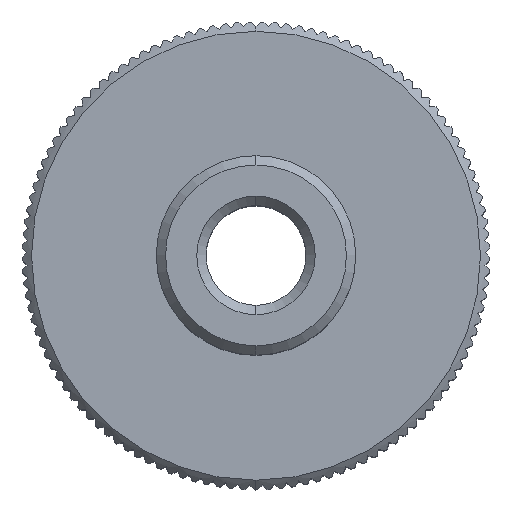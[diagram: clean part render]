
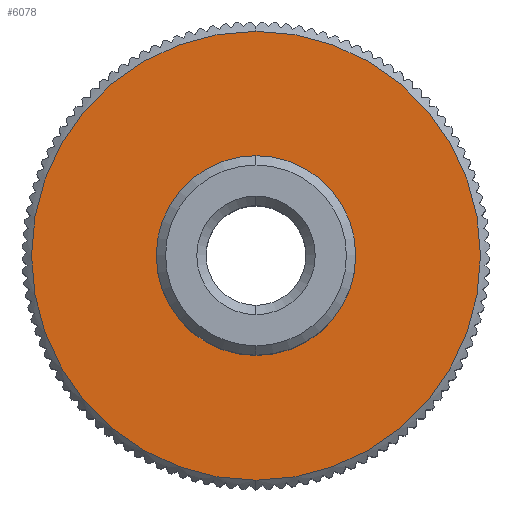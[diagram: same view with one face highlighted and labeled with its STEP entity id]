
A CAD part, top view. The second image highlights one B-rep face of the part: STEP entity #6078.
In plain terms, the highlighted planar face has unit normal (0, 0, 1).
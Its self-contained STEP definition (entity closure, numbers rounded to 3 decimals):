
#41 = EDGE_CURVE ( 'NONE', #6261, #7657, #2417, .T. ) ;
#938 = CARTESIAN_POINT ( 'NONE',  ( 0., 0., 7.5 ) ) ;
#1029 = EDGE_CURVE ( 'NONE', #7657, #6261, #1160, .T. ) ;
#1032 = CARTESIAN_POINT ( 'NONE',  ( 0., 2.8, 7.5 ) ) ;
#1160 = CIRCLE ( 'NONE', #3938, 7.2 ) ;
#1697 = DIRECTION ( 'NONE',  ( 0., 0., -1. ) ) ;
#1767 = CARTESIAN_POINT ( 'NONE',  ( 0., 0., 7.5 ) ) ;
#1917 = DIRECTION ( 'NONE',  ( 1., 0., 0. ) ) ;
#2017 = CARTESIAN_POINT ( 'NONE',  ( 0., 7.2, 7.5 ) ) ;
#2417 = CIRCLE ( 'NONE', #9401, 7.2 ) ;
#2948 = ORIENTED_EDGE ( 'NONE', *, *, #41, .T. ) ;
#3205 = AXIS2_PLACEMENT_3D ( 'NONE', #11003, #12007, #1917 ) ;
#3787 = CARTESIAN_POINT ( 'NONE',  ( 0., -2.8, 7.5 ) ) ;
#3877 = EDGE_LOOP ( 'NONE', ( #2948, #4767 ) ) ;
#3938 = AXIS2_PLACEMENT_3D ( 'NONE', #11001, #4221, #4159 ) ;
#4159 = DIRECTION ( 'NONE',  ( 0., 1., 0. ) ) ;
#4221 = DIRECTION ( 'NONE',  ( 0., 0., 1. ) ) ;
#4767 = ORIENTED_EDGE ( 'NONE', *, *, #1029, .T. ) ;
#4869 = EDGE_LOOP ( 'NONE', ( #11591, #6067 ) ) ;
#4995 = DIRECTION ( 'NONE',  ( 0., 0., 1. ) ) ;
#5232 = CARTESIAN_POINT ( 'NONE',  ( 0., 0., 7.5 ) ) ;
#5261 = EDGE_CURVE ( 'NONE', #9099, #6840, #12711, .T. ) ;
#5719 = AXIS2_PLACEMENT_3D ( 'NONE', #5232, #7545, #12397 ) ;
#5752 = DIRECTION ( 'NONE',  ( 0., -1., 0. ) ) ;
#5905 = FACE_BOUND ( 'NONE', #4869, .T. ) ;
#6067 = ORIENTED_EDGE ( 'NONE', *, *, #5261, .T. ) ;
#6078 = ADVANCED_FACE ( 'NONE', ( #5905, #8958 ), #13003, .T. ) ;
#6261 = VERTEX_POINT ( 'NONE', #2017 ) ;
#6840 = VERTEX_POINT ( 'NONE', #3787 ) ;
#6938 = CARTESIAN_POINT ( 'NONE',  ( 0., -7.2, 7.5 ) ) ;
#7189 = CIRCLE ( 'NONE', #5719, 2.8 ) ;
#7545 = DIRECTION ( 'NONE',  ( 0., 0., -1. ) ) ;
#7657 = VERTEX_POINT ( 'NONE', #6938 ) ;
#8068 = AXIS2_PLACEMENT_3D ( 'NONE', #1767, #1697, #5752 ) ;
#8958 = FACE_OUTER_BOUND ( 'NONE', #3877, .T. ) ;
#9029 = DIRECTION ( 'NONE',  ( 0., 1., 0. ) ) ;
#9099 = VERTEX_POINT ( 'NONE', #1032 ) ;
#9401 = AXIS2_PLACEMENT_3D ( 'NONE', #938, #4995, #9029 ) ;
#11001 = CARTESIAN_POINT ( 'NONE',  ( 0., 0., 7.5 ) ) ;
#11003 = CARTESIAN_POINT ( 'NONE',  ( -7.286, -7.286, 7.5 ) ) ;
#11591 = ORIENTED_EDGE ( 'NONE', *, *, #12500, .T. ) ;
#12007 = DIRECTION ( 'NONE',  ( 0., 0., 1. ) ) ;
#12397 = DIRECTION ( 'NONE',  ( 0., -1., 0. ) ) ;
#12500 = EDGE_CURVE ( 'NONE', #6840, #9099, #7189, .T. ) ;
#12711 = CIRCLE ( 'NONE', #8068, 2.8 ) ;
#13003 = PLANE ( 'NONE',  #3205 ) ;
